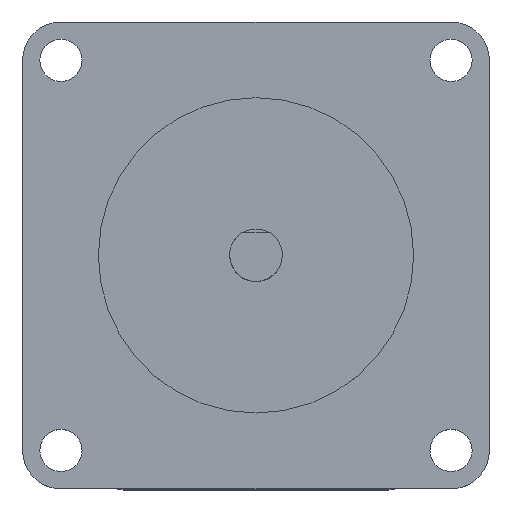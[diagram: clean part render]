
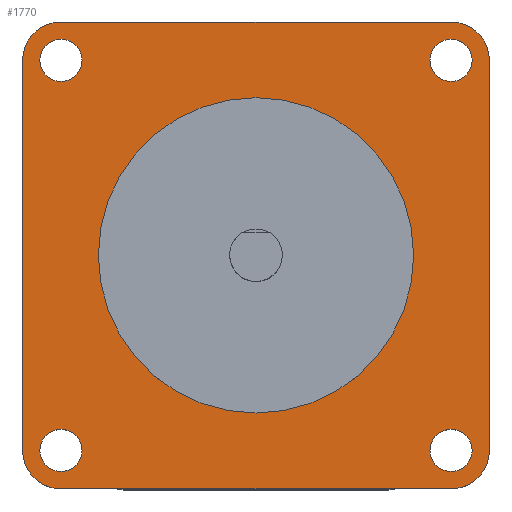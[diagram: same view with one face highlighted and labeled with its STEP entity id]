
A CAD part, top view. The second image highlights one B-rep face of the part: STEP entity #1770.
In plain terms, the highlighted planar face has unit normal (0, 0, 1).
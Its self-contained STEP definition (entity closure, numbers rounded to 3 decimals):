
#72=FACE_BOUND('',#195,.T.);
#73=FACE_BOUND('',#196,.T.);
#74=FACE_BOUND('',#197,.T.);
#75=FACE_BOUND('',#198,.T.);
#76=FACE_BOUND('',#199,.T.);
#95=FACE_OUTER_BOUND('',#194,.T.);
#194=EDGE_LOOP('',(#1274,#1275,#1276,#1277,#1278,#1279,#1280,#1281));
#195=EDGE_LOOP('',(#1282));
#196=EDGE_LOOP('',(#1283,#1284));
#197=EDGE_LOOP('',(#1285));
#198=EDGE_LOOP('',(#1286,#1287));
#199=EDGE_LOOP('',(#1288,#1289));
#301=LINE('',#2714,#471);
#309=LINE('',#2733,#479);
#315=LINE('',#2746,#485);
#321=LINE('',#2758,#491);
#471=VECTOR('',#2147,47.2);
#479=VECTOR('',#2163,47.2);
#485=VECTOR('',#2175,47.2);
#491=VECTOR('',#2187,47.2);
#641=CIRCLE('',#1891,19.05);
#642=CIRCLE('',#1892,19.05);
#643=CIRCLE('',#1894,4.6);
#644=CIRCLE('',#1897,4.6);
#646=CIRCLE('',#1901,4.6);
#647=CIRCLE('',#1904,4.6);
#652=CIRCLE('',#1912,2.55);
#653=CIRCLE('',#1913,2.55);
#654=CIRCLE('',#1914,2.55);
#655=CIRCLE('',#1915,2.55);
#656=CIRCLE('',#1916,2.55);
#657=CIRCLE('',#1917,2.55);
#754=VERTEX_POINT('',#2695);
#755=VERTEX_POINT('',#2696);
#756=VERTEX_POINT('',#2701);
#757=VERTEX_POINT('',#2702);
#761=VERTEX_POINT('',#2713);
#763=VERTEX_POINT('',#2719);
#768=VERTEX_POINT('',#2732);
#769=VERTEX_POINT('',#2736);
#772=VERTEX_POINT('',#2745);
#773=VERTEX_POINT('',#2749);
#781=VERTEX_POINT('',#2772);
#782=VERTEX_POINT('',#2774);
#783=VERTEX_POINT('',#2775);
#784=VERTEX_POINT('',#2778);
#785=VERTEX_POINT('',#2780);
#786=VERTEX_POINT('',#2781);
#937=EDGE_CURVE('',#754,#755,#641,.T.);
#938=EDGE_CURVE('',#755,#754,#642,.T.);
#940=EDGE_CURVE('',#756,#757,#643,.T.);
#946=EDGE_CURVE('',#757,#761,#301,.T.);
#949=EDGE_CURVE('',#761,#763,#644,.T.);
#956=EDGE_CURVE('',#763,#768,#309,.T.);
#958=EDGE_CURVE('',#768,#769,#646,.T.);
#963=EDGE_CURVE('',#769,#772,#315,.T.);
#965=EDGE_CURVE('',#772,#773,#647,.T.);
#970=EDGE_CURVE('',#773,#756,#321,.T.);
#977=EDGE_CURVE('',#781,#781,#652,.T.);
#978=EDGE_CURVE('',#782,#783,#653,.T.);
#979=EDGE_CURVE('',#783,#782,#654,.T.);
#980=EDGE_CURVE('',#784,#784,#655,.T.);
#981=EDGE_CURVE('',#785,#786,#656,.T.);
#982=EDGE_CURVE('',#786,#785,#657,.T.);
#1274=ORIENTED_EDGE('',*,*,#940,.F.);
#1275=ORIENTED_EDGE('',*,*,#970,.F.);
#1276=ORIENTED_EDGE('',*,*,#965,.F.);
#1277=ORIENTED_EDGE('',*,*,#963,.F.);
#1278=ORIENTED_EDGE('',*,*,#958,.F.);
#1279=ORIENTED_EDGE('',*,*,#956,.F.);
#1280=ORIENTED_EDGE('',*,*,#949,.F.);
#1281=ORIENTED_EDGE('',*,*,#946,.F.);
#1282=ORIENTED_EDGE('',*,*,#977,.F.);
#1283=ORIENTED_EDGE('',*,*,#978,.F.);
#1284=ORIENTED_EDGE('',*,*,#979,.F.);
#1285=ORIENTED_EDGE('',*,*,#980,.F.);
#1286=ORIENTED_EDGE('',*,*,#981,.F.);
#1287=ORIENTED_EDGE('',*,*,#982,.F.);
#1288=ORIENTED_EDGE('',*,*,#937,.T.);
#1289=ORIENTED_EDGE('',*,*,#938,.T.);
#1716=PLANE('',#1911);
#1770=ADVANCED_FACE('',(#95,#72,#73,#74,#75,#76),#1716,.F.);
#1891=AXIS2_PLACEMENT_3D('',#2697,#2131,#2132);
#1892=AXIS2_PLACEMENT_3D('',#2698,#2133,#2134);
#1894=AXIS2_PLACEMENT_3D('',#2703,#2138,#2139);
#1897=AXIS2_PLACEMENT_3D('',#2720,#2152,#2153);
#1901=AXIS2_PLACEMENT_3D('',#2737,#2167,#2168);
#1904=AXIS2_PLACEMENT_3D('',#2750,#2179,#2180);
#1911=AXIS2_PLACEMENT_3D('',#2771,#2200,#2201);
#1912=AXIS2_PLACEMENT_3D('',#2773,#2202,#2203);
#1913=AXIS2_PLACEMENT_3D('',#2776,#2204,#2205);
#1914=AXIS2_PLACEMENT_3D('',#2777,#2206,#2207);
#1915=AXIS2_PLACEMENT_3D('',#2779,#2208,#2209);
#1916=AXIS2_PLACEMENT_3D('',#2782,#2210,#2211);
#1917=AXIS2_PLACEMENT_3D('',#2783,#2212,#2213);
#2131=DIRECTION('center_axis',(0.,0.,-1.));
#2132=DIRECTION('ref_axis',(-1.,0.,0.));
#2133=DIRECTION('center_axis',(0.,0.,-1.));
#2134=DIRECTION('ref_axis',(-1.,0.,0.));
#2138=DIRECTION('center_axis',(0.,0.,-1.));
#2139=DIRECTION('ref_axis',(-1.,0.,0.));
#2147=DIRECTION('',(1.,0.,0.));
#2152=DIRECTION('center_axis',(0.,0.,-1.));
#2153=DIRECTION('ref_axis',(-1.,0.,0.));
#2163=DIRECTION('',(0.,-1.,0.));
#2167=DIRECTION('center_axis',(0.,0.,-1.));
#2168=DIRECTION('ref_axis',(1.,0.,0.));
#2175=DIRECTION('',(-1.,0.,0.));
#2179=DIRECTION('center_axis',(0.,0.,-1.));
#2180=DIRECTION('ref_axis',(-1.,0.,0.));
#2187=DIRECTION('',(0.,1.,0.));
#2200=DIRECTION('center_axis',(0.,0.,-1.));
#2201=DIRECTION('ref_axis',(-1.,0.,0.));
#2202=DIRECTION('center_axis',(0.,0.,1.));
#2203=DIRECTION('ref_axis',(-1.,0.,0.));
#2204=DIRECTION('center_axis',(0.,0.,1.));
#2205=DIRECTION('ref_axis',(1.,0.,0.));
#2206=DIRECTION('center_axis',(0.,0.,1.));
#2207=DIRECTION('ref_axis',(1.,0.,0.));
#2208=DIRECTION('center_axis',(0.,0.,1.));
#2209=DIRECTION('ref_axis',(-1.,0.,0.));
#2210=DIRECTION('center_axis',(0.,0.,1.));
#2211=DIRECTION('ref_axis',(1.,0.,0.));
#2212=DIRECTION('center_axis',(0.,0.,1.));
#2213=DIRECTION('ref_axis',(1.,0.,0.));
#2695=CARTESIAN_POINT('',(-19.05,0.,0.));
#2696=CARTESIAN_POINT('',(19.05,0.,0.));
#2697=CARTESIAN_POINT('Origin',(0.,0.,0.));
#2698=CARTESIAN_POINT('Origin',(0.,0.,0.));
#2701=CARTESIAN_POINT('',(-28.2,23.6,0.));
#2702=CARTESIAN_POINT('',(-23.6,28.2,0.));
#2703=CARTESIAN_POINT('Origin',(-23.6,23.6,0.));
#2713=CARTESIAN_POINT('',(23.6,28.2,0.));
#2714=CARTESIAN_POINT('',(-23.6,28.2,0.));
#2719=CARTESIAN_POINT('',(28.2,23.6,0.));
#2720=CARTESIAN_POINT('Origin',(23.6,23.6,0.));
#2732=CARTESIAN_POINT('',(28.2,-23.6,0.));
#2733=CARTESIAN_POINT('',(28.2,23.6,0.));
#2736=CARTESIAN_POINT('',(23.6,-28.2,0.));
#2737=CARTESIAN_POINT('Origin',(23.6,-23.6,0.));
#2745=CARTESIAN_POINT('',(-23.6,-28.2,0.));
#2746=CARTESIAN_POINT('',(23.6,-28.2,0.));
#2749=CARTESIAN_POINT('',(-28.2,-23.6,0.));
#2750=CARTESIAN_POINT('Origin',(-23.6,-23.6,0.));
#2758=CARTESIAN_POINT('',(-28.2,-23.6,0.));
#2771=CARTESIAN_POINT('Origin',(-23.6,23.6,0.));
#2772=CARTESIAN_POINT('',(-26.12,-23.57,0.));
#2773=CARTESIAN_POINT('Origin',(-23.57,-23.57,0.));
#2774=CARTESIAN_POINT('',(26.12,-23.57,0.));
#2775=CARTESIAN_POINT('',(21.02,-23.57,0.));
#2776=CARTESIAN_POINT('Origin',(23.57,-23.57,0.));
#2777=CARTESIAN_POINT('Origin',(23.57,-23.57,0.));
#2778=CARTESIAN_POINT('',(21.02,23.57,0.));
#2779=CARTESIAN_POINT('Origin',(23.57,23.57,0.));
#2780=CARTESIAN_POINT('',(-21.02,23.57,0.));
#2781=CARTESIAN_POINT('',(-26.12,23.57,0.));
#2782=CARTESIAN_POINT('Origin',(-23.57,23.57,0.));
#2783=CARTESIAN_POINT('Origin',(-23.57,23.57,0.));
